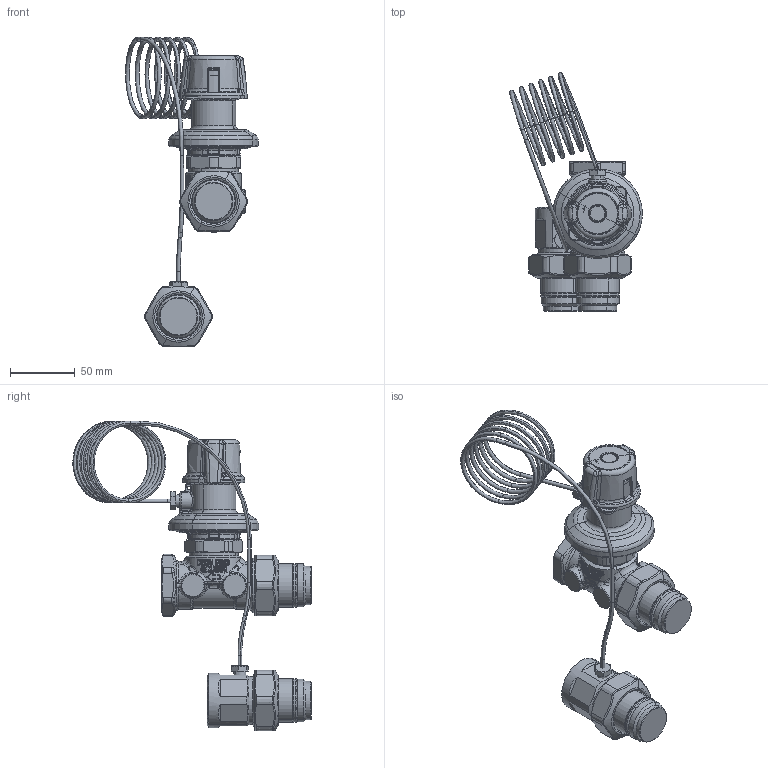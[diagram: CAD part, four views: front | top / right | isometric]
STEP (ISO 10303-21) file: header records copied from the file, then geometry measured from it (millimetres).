
FILE_DESCRIPTION(('CATIA V5 STEP Exchange'),'2;1');
FILE_NAME('STEP_140300_-_TST.stp','2017-09-19T09:17:07+00:00',('none'),('none'),'CATIA Version 5-6 Release 2014 SP5','CATIA V5 STEP AP203','none');
FILE_SCHEMA(('CONFIG_CONTROL_DESIGN'));
Products named in the file (1): 140300 - TST
Bounding box: 102.23 x 183.5 x 238.49 mm (x, y, z)
Surface area: 98846.4 mm2 (no closed solid volume)
Topology: 0 solids, 56 shells, 1609 faces, 4458 edges, 2742 vertices
Faces by surface type: bspline 771, cylinder 267, plane 174, cone 153, torus 152, sphere 92
Entity records: 84308 total; most frequent: CARTESIAN_POINT 55855, ORIENTED_EDGE 7317, EDGE_CURVE 4349, DIRECTION 3100, VERTEX_POINT 2741, ADVANCED_FACE 1608, EDGE_LOOP 1608, FACE_OUTER_BOUND 1608
